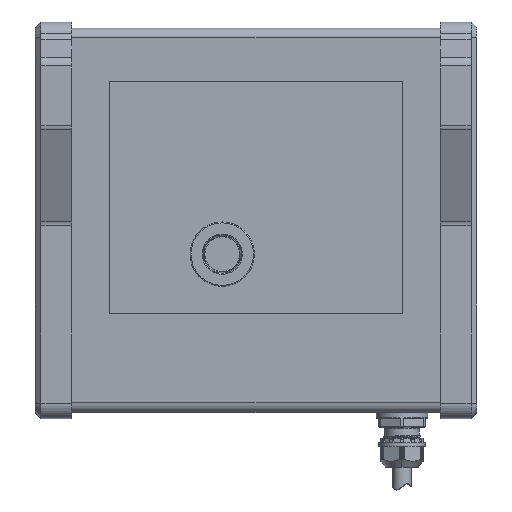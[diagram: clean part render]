
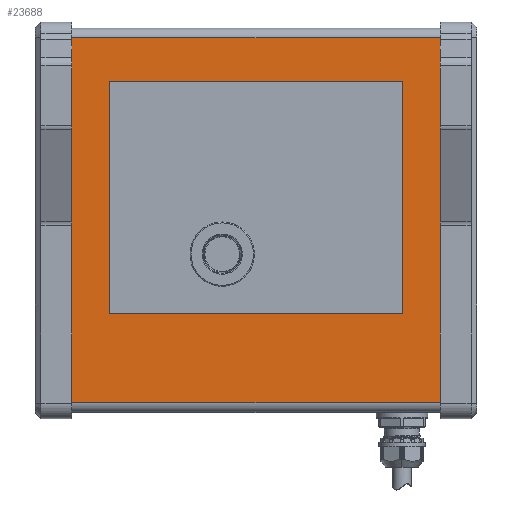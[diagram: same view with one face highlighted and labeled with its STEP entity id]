
A CAD part, top view. The second image highlights one B-rep face of the part: STEP entity #23688.
In plain terms, the highlighted planar face has unit normal (0, 0, 1).
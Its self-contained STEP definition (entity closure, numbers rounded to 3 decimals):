
#316 = DIRECTION ( 'NONE',  ( -1., 0., 0. ) ) ;
#960 = VECTOR ( 'NONE', #25812, 1000. ) ;
#2841 = LINE ( 'NONE', #9602, #4583 ) ;
#2877 = VERTEX_POINT ( 'NONE', #28718 ) ;
#3072 = VECTOR ( 'NONE', #29005, 1000. ) ;
#4138 = DIRECTION ( 'NONE',  ( -1., 0., 0. ) ) ;
#4259 = CARTESIAN_POINT ( 'NONE',  ( 76.5, 72.5, 32.5 ) ) ;
#4549 = EDGE_CURVE ( 'NONE', #29584, #18459, #14286, .T. ) ;
#4583 = VECTOR ( 'NONE', #26362, 1000. ) ;
#4883 = VERTEX_POINT ( 'NONE', #8432 ) ;
#5586 = DIRECTION ( 'NONE',  ( 0., 1., 0. ) ) ;
#6177 = VERTEX_POINT ( 'NONE', #27616 ) ;
#6301 = LINE ( 'NONE', #4259, #11585 ) ;
#7236 = CARTESIAN_POINT ( 'NONE',  ( 106., 95., 32.5 ) ) ;
#7470 = EDGE_CURVE ( 'NONE', #21715, #20266, #15964, .T. ) ;
#7998 = EDGE_CURVE ( 'NONE', #4883, #6177, #12445, .T. ) ;
#8432 = CARTESIAN_POINT ( 'NONE',  ( -76.5, 72.5, 32.5 ) ) ;
#8967 = DIRECTION ( 'NONE',  ( 0., -1., 0. ) ) ;
#9486 = DIRECTION ( 'NONE',  ( 1., 0., 0. ) ) ;
#9602 = CARTESIAN_POINT ( 'NONE',  ( 105.8, 95., 32.5 ) ) ;
#11094 = ORIENTED_EDGE ( 'NONE', *, *, #29921, .F. ) ;
#11358 = CARTESIAN_POINT ( 'NONE',  ( 106., 95., 32.5 ) ) ;
#11585 = VECTOR ( 'NONE', #8967, 1000. ) ;
#11941 = ORIENTED_EDGE ( 'NONE', *, *, #28122, .T. ) ;
#12400 = PLANE ( 'NONE',  #29397 ) ;
#12445 = LINE ( 'NONE', #14184, #21987 ) ;
#12472 = VERTEX_POINT ( 'NONE', #18641 ) ;
#12556 = EDGE_LOOP ( 'NONE', ( #11941, #19761, #20895, #25339 ) ) ;
#13056 = LINE ( 'NONE', #15247, #3072 ) ;
#14184 = CARTESIAN_POINT ( 'NONE',  ( 76.5, 72.5, 32.5 ) ) ;
#14286 = LINE ( 'NONE', #16935, #15399 ) ;
#15168 = LINE ( 'NONE', #26601, #18331 ) ;
#15225 = VECTOR ( 'NONE', #4138, 1000. ) ;
#15247 = CARTESIAN_POINT ( 'NONE',  ( 106., -95., 32.5 ) ) ;
#15399 = VECTOR ( 'NONE', #21472, 1000. ) ;
#15489 = CARTESIAN_POINT ( 'NONE',  ( -105.8, -95., 32.5 ) ) ;
#15964 = LINE ( 'NONE', #23296, #960 ) ;
#16935 = CARTESIAN_POINT ( 'NONE',  ( 76.5, -48.5, 32.5 ) ) ;
#17101 = DIRECTION ( 'NONE',  ( 0., 0., -1. ) ) ;
#17337 = EDGE_CURVE ( 'NONE', #12472, #21715, #30298, .T. ) ;
#18331 = VECTOR ( 'NONE', #5586, 1000. ) ;
#18459 = VERTEX_POINT ( 'NONE', #30902 ) ;
#18641 = CARTESIAN_POINT ( 'NONE',  ( 105.8, 95., 32.5 ) ) ;
#19761 = ORIENTED_EDGE ( 'NONE', *, *, #4549, .T. ) ;
#20070 = EDGE_CURVE ( 'NONE', #18459, #4883, #15168, .T. ) ;
#20266 = VERTEX_POINT ( 'NONE', #15489 ) ;
#20858 = CARTESIAN_POINT ( 'NONE',  ( 76.5, -48.5, 32.5 ) ) ;
#20895 = ORIENTED_EDGE ( 'NONE', *, *, #20070, .T. ) ;
#21472 = DIRECTION ( 'NONE',  ( -1., 0., 0. ) ) ;
#21715 = VERTEX_POINT ( 'NONE', #25571 ) ;
#21987 = VECTOR ( 'NONE', #9486, 1000. ) ;
#23296 = CARTESIAN_POINT ( 'NONE',  ( -105.8, 95., 32.5 ) ) ;
#23688 = ADVANCED_FACE ( 'NONE', ( #24443, #28689 ), #12400, .F. ) ;
#23736 = ORIENTED_EDGE ( 'NONE', *, *, #17337, .T. ) ;
#24443 = FACE_OUTER_BOUND ( 'NONE', #24772, .T. ) ;
#24772 = EDGE_LOOP ( 'NONE', ( #23736, #28007, #11094, #27311 ) ) ;
#25339 = ORIENTED_EDGE ( 'NONE', *, *, #7998, .T. ) ;
#25571 = CARTESIAN_POINT ( 'NONE',  ( -105.8, 95., 32.5 ) ) ;
#25812 = DIRECTION ( 'NONE',  ( 0., -1., 0. ) ) ;
#26362 = DIRECTION ( 'NONE',  ( 0., 1., 0. ) ) ;
#26601 = CARTESIAN_POINT ( 'NONE',  ( -76.5, 72.5, 32.5 ) ) ;
#27311 = ORIENTED_EDGE ( 'NONE', *, *, #30606, .T. ) ;
#27616 = CARTESIAN_POINT ( 'NONE',  ( 76.5, 72.5, 32.5 ) ) ;
#28007 = ORIENTED_EDGE ( 'NONE', *, *, #7470, .T. ) ;
#28122 = EDGE_CURVE ( 'NONE', #6177, #29584, #6301, .T. ) ;
#28689 = FACE_BOUND ( 'NONE', #12556, .T. ) ;
#28718 = CARTESIAN_POINT ( 'NONE',  ( 105.8, -95., 32.5 ) ) ;
#29005 = DIRECTION ( 'NONE',  ( -1., 0., 0. ) ) ;
#29397 = AXIS2_PLACEMENT_3D ( 'NONE', #7236, #17101, #316 ) ;
#29584 = VERTEX_POINT ( 'NONE', #20858 ) ;
#29921 = EDGE_CURVE ( 'NONE', #2877, #20266, #13056, .T. ) ;
#30298 = LINE ( 'NONE', #11358, #15225 ) ;
#30606 = EDGE_CURVE ( 'NONE', #2877, #12472, #2841, .T. ) ;
#30902 = CARTESIAN_POINT ( 'NONE',  ( -76.5, -48.5, 32.5 ) ) ;
